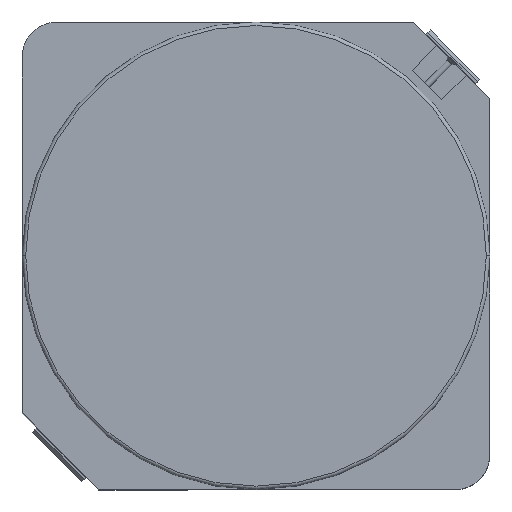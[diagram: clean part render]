
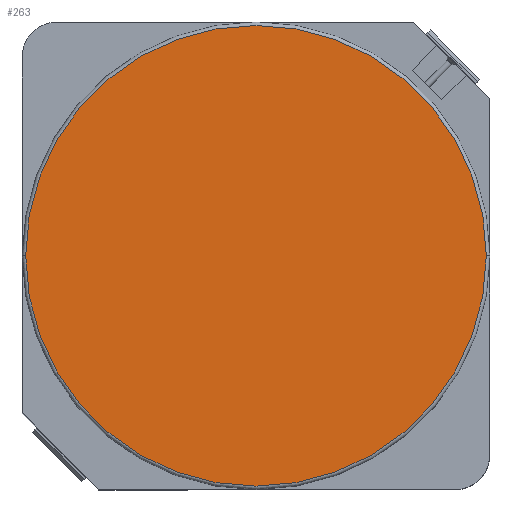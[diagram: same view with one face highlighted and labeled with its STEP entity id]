
A CAD part, top view. The second image highlights one B-rep face of the part: STEP entity #263.
In plain terms, the highlighted planar face has unit normal (0, 0, 1).
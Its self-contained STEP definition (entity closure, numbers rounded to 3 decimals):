
#180 = VERTEX_POINT ( 'NONE', #2645 ) ;
#204 = DIRECTION ( 'NONE',  ( 1., 0., 0. ) ) ;
#263 = ADVANCED_FACE ( 'NONE', ( #2311 ), #871, .T. ) ;
#418 = DIRECTION ( 'NONE',  ( 0., 0., 1. ) ) ;
#426 = EDGE_CURVE ( 'NONE', #1973, #180, #940, .T. ) ;
#534 = AXIS2_PLACEMENT_3D ( 'NONE', #1968, #805, #1595 ) ;
#657 = DIRECTION ( 'NONE',  ( 0., 0., 1. ) ) ;
#805 = DIRECTION ( 'NONE',  ( 0., 0., 1. ) ) ;
#871 = PLANE ( 'NONE',  #1899 ) ;
#884 = EDGE_CURVE ( 'NONE', #180, #1973, #1329, .T. ) ;
#940 = CIRCLE ( 'NONE', #534, 3.3 ) ;
#1171 = AXIS2_PLACEMENT_3D ( 'NONE', #1994, #657, #204 ) ;
#1329 = CIRCLE ( 'NONE', #1171, 3.3 ) ;
#1595 = DIRECTION ( 'NONE',  ( 1., 0., 0. ) ) ;
#1638 = ORIENTED_EDGE ( 'NONE', *, *, #426, .T. ) ;
#1766 = CARTESIAN_POINT ( 'NONE',  ( 0., 0., 3.005 ) ) ;
#1860 = ORIENTED_EDGE ( 'NONE', *, *, #884, .T. ) ;
#1899 = AXIS2_PLACEMENT_3D ( 'NONE', #1766, #418, #2638 ) ;
#1968 = CARTESIAN_POINT ( 'NONE',  ( 0., 0., 3.005 ) ) ;
#1973 = VERTEX_POINT ( 'NONE', #2677 ) ;
#1994 = CARTESIAN_POINT ( 'NONE',  ( 0., 0., 3.005 ) ) ;
#2311 = FACE_OUTER_BOUND ( 'NONE', #2757, .T. ) ;
#2638 = DIRECTION ( 'NONE',  ( 1., 0., 0. ) ) ;
#2645 = CARTESIAN_POINT ( 'NONE',  ( -3.3, 0., 3.005 ) ) ;
#2677 = CARTESIAN_POINT ( 'NONE',  ( 3.3, 0., 3.005 ) ) ;
#2757 = EDGE_LOOP ( 'NONE', ( #1638, #1860 ) ) ;
